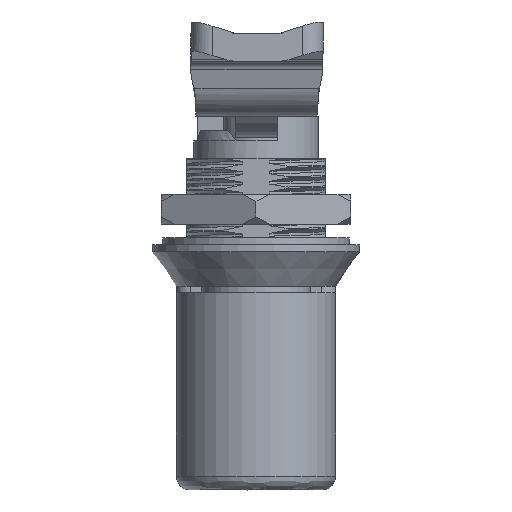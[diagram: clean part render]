
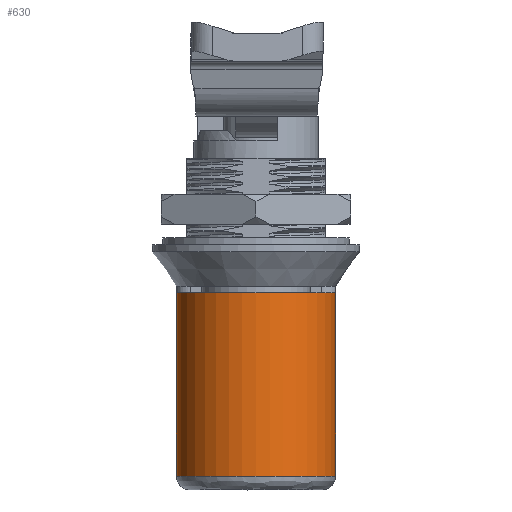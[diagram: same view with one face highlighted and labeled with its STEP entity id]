
A CAD part, left-side view. The second image highlights one B-rep face of the part: STEP entity #630.
In plain terms, the highlighted cylindrical face has radius 11.5 mm (diameter 23 mm), a full revolution.
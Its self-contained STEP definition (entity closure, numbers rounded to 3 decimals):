
#630=ADVANCED_FACE('',(#1360,#1361),#1362,.T.);
#1360=FACE_OUTER_BOUND('',#2747,.T.);
#1361=FACE_OUTER_BOUND('',#2748,.T.);
#1362=CYLINDRICAL_SURFACE('',#2749,11.5);
#2747=EDGE_LOOP('',(#9801,#9802,#9803,#9804));
#2748=EDGE_LOOP('',(#9805));
#2749=AXIS2_PLACEMENT_3D('',#9806,#9807,#9808);
#9801=ORIENTED_EDGE('',*,*,#14122,.T.);
#9802=ORIENTED_EDGE('',*,*,#14123,.T.);
#9803=ORIENTED_EDGE('',*,*,#14124,.F.);
#9804=ORIENTED_EDGE('',*,*,#14125,.F.);
#9805=ORIENTED_EDGE('',*,*,#14126,.T.);
#9806=CARTESIAN_POINT('',(-75.207,4.792,28.5));
#9807=DIRECTION('',(0.0,0.,-1.0));
#9808=DIRECTION('',(0.0,1.0,0.));
#14122=EDGE_CURVE('',#16251,#16252,#16253,.T.);
#14123=EDGE_CURVE('',#16252,#16254,#16255,.T.);
#14124=EDGE_CURVE('',#16256,#16254,#16257,.T.);
#14125=EDGE_CURVE('',#16251,#16256,#16258,.T.);
#14126=EDGE_CURVE('',#16259,#16259,#16260,.T.);
#16251=VERTEX_POINT('',#20045);
#16252=VERTEX_POINT('',#20046);
#16253=CIRCLE('',#20047,11.5);
#16254=VERTEX_POINT('',#20048);
#16255=LINE('',#20049,#20050);
#16256=VERTEX_POINT('',#20051);
#16257=CIRCLE('',#20052,11.5);
#16258=LINE('',#20053,#20054);
#16259=VERTEX_POINT('',#20055);
#16260=CIRCLE('',#20056,11.5);
#20045=CARTESIAN_POINT('',(-75.207,-6.708,12.));
#20046=CARTESIAN_POINT('',(-75.207,16.292,12.));
#20047=AXIS2_PLACEMENT_3D('',#29592,#29593,#29594);
#20048=CARTESIAN_POINT('',(-75.207,16.292,2.));
#20049=CARTESIAN_POINT('',(-75.207,16.292,2.0));
#20050=VECTOR('',#29595,1.0);
#20051=CARTESIAN_POINT('',(-75.207,-6.708,2.));
#20052=AXIS2_PLACEMENT_3D('',#29596,#29597,#29598);
#20053=CARTESIAN_POINT('',(-75.207,-6.708,31.0));
#20054=VECTOR('',#29599,1.0);
#20055=CARTESIAN_POINT('',(-75.207,-6.708,28.5));
#20056=AXIS2_PLACEMENT_3D('',#29600,#29601,#29602);
#29592=CARTESIAN_POINT('',(-75.207,4.792,12.));
#29593=DIRECTION('',(0.0,0.,1.0));
#29594=DIRECTION('',(0.0,1.0,0.));
#29595=DIRECTION('',(0.0,0.0,-1.0));
#29596=CARTESIAN_POINT('',(-75.207,4.792,2.));
#29597=DIRECTION('',(0.,0.0,-1.0));
#29598=DIRECTION('',(0.0,1.0,0.0));
#29599=DIRECTION('',(0.0,0.0,-1.0));
#29600=CARTESIAN_POINT('',(-75.207,4.792,28.5));
#29601=DIRECTION('',(0.0,0.,-1.0));
#29602=DIRECTION('',(0.0,1.0,0.));
